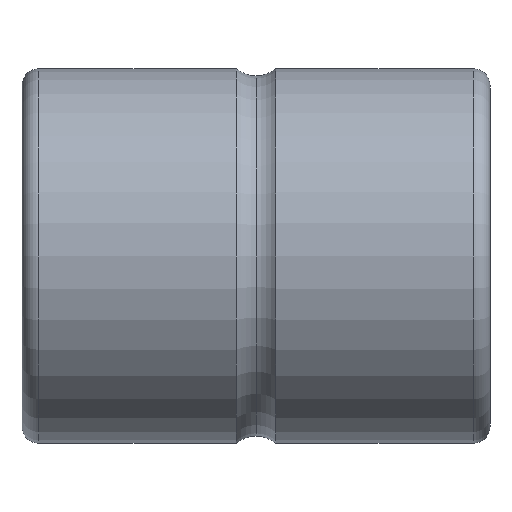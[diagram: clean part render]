
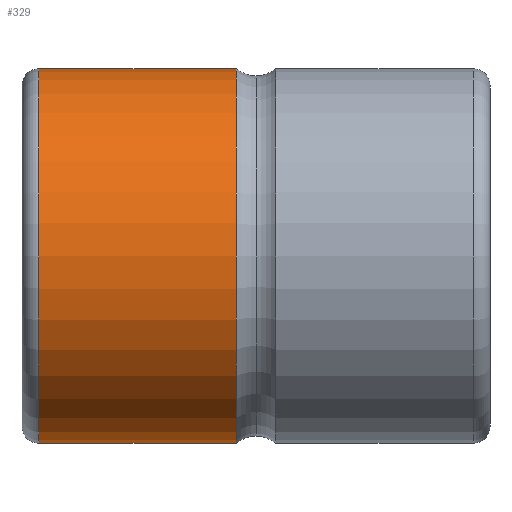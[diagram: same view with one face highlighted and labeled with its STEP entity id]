
A CAD part, left-side view. The second image highlights one B-rep face of the part: STEP entity #329.
In plain terms, the highlighted cylindrical face has radius 20 mm (diameter 40 mm), a partial arc.
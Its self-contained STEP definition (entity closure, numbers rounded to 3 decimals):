
#50 = EDGE_CURVE ( 'NONE', #322, #800, #750, .T. ) ;
#57 = CARTESIAN_POINT ( 'NONE',  ( 0., 0., -20. ) ) ;
#58 = DIRECTION ( 'NONE',  ( 0., 0., -1. ) ) ;
#83 = EDGE_LOOP ( 'NONE', ( #448, #634, #538, #649 ) ) ;
#99 = CARTESIAN_POINT ( 'NONE',  ( 0., 47.702, 20. ) ) ;
#135 = CYLINDRICAL_SURFACE ( 'NONE', #380, 20. ) ;
#141 = CARTESIAN_POINT ( 'NONE',  ( 0., 47.702, -20. ) ) ;
#144 = EDGE_CURVE ( 'NONE', #711, #800, #637, .T. ) ;
#174 = EDGE_CURVE ( 'NONE', #375, #711, #580, .T. ) ;
#224 = CARTESIAN_POINT ( 'NONE',  ( 0., 47.702, 0. ) ) ;
#262 = DIRECTION ( 'NONE',  ( 0., 0., -1. ) ) ;
#289 = DIRECTION ( 'NONE',  ( 0., 0., -1. ) ) ;
#300 = FACE_OUTER_BOUND ( 'NONE', #83, .T. ) ;
#322 = VERTEX_POINT ( 'NONE', #141 ) ;
#329 = ADVANCED_FACE ( 'NONE', ( #300 ), #135, .T. ) ;
#375 = VERTEX_POINT ( 'NONE', #99 ) ;
#380 = AXIS2_PLACEMENT_3D ( 'NONE', #522, #600, #262 ) ;
#393 = AXIS2_PLACEMENT_3D ( 'NONE', #842, #427, #58 ) ;
#397 = CARTESIAN_POINT ( 'NONE',  ( 0., 26.576, 20. ) ) ;
#427 = DIRECTION ( 'NONE',  ( 0., -1., 0. ) ) ;
#448 = ORIENTED_EDGE ( 'NONE', *, *, #174, .F. ) ;
#470 = DIRECTION ( 'NONE',  ( 0., -1., 0. ) ) ;
#494 = CARTESIAN_POINT ( 'NONE',  ( 0., 0., 20. ) ) ;
#502 = CIRCLE ( 'NONE', #570, 20. ) ;
#522 = CARTESIAN_POINT ( 'NONE',  ( 0., 0., 0. ) ) ;
#538 = ORIENTED_EDGE ( 'NONE', *, *, #50, .T. ) ;
#543 = CARTESIAN_POINT ( 'NONE',  ( 0., 26.576, -20. ) ) ;
#569 = VECTOR ( 'NONE', #643, 1000. ) ;
#570 = AXIS2_PLACEMENT_3D ( 'NONE', #224, #693, #289 ) ;
#580 = LINE ( 'NONE', #494, #569 ) ;
#600 = DIRECTION ( 'NONE',  ( 0., -1., 0. ) ) ;
#634 = ORIENTED_EDGE ( 'NONE', *, *, #828, .T. ) ;
#637 = CIRCLE ( 'NONE', #393, 20. ) ;
#643 = DIRECTION ( 'NONE',  ( 0., -1., 0. ) ) ;
#649 = ORIENTED_EDGE ( 'NONE', *, *, #144, .F. ) ;
#693 = DIRECTION ( 'NONE',  ( 0., -1., 0. ) ) ;
#711 = VERTEX_POINT ( 'NONE', #397 ) ;
#744 = VECTOR ( 'NONE', #470, 1000. ) ;
#750 = LINE ( 'NONE', #57, #744 ) ;
#800 = VERTEX_POINT ( 'NONE', #543 ) ;
#828 = EDGE_CURVE ( 'NONE', #375, #322, #502, .T. ) ;
#842 = CARTESIAN_POINT ( 'NONE',  ( 0., 26.576, 0. ) ) ;
